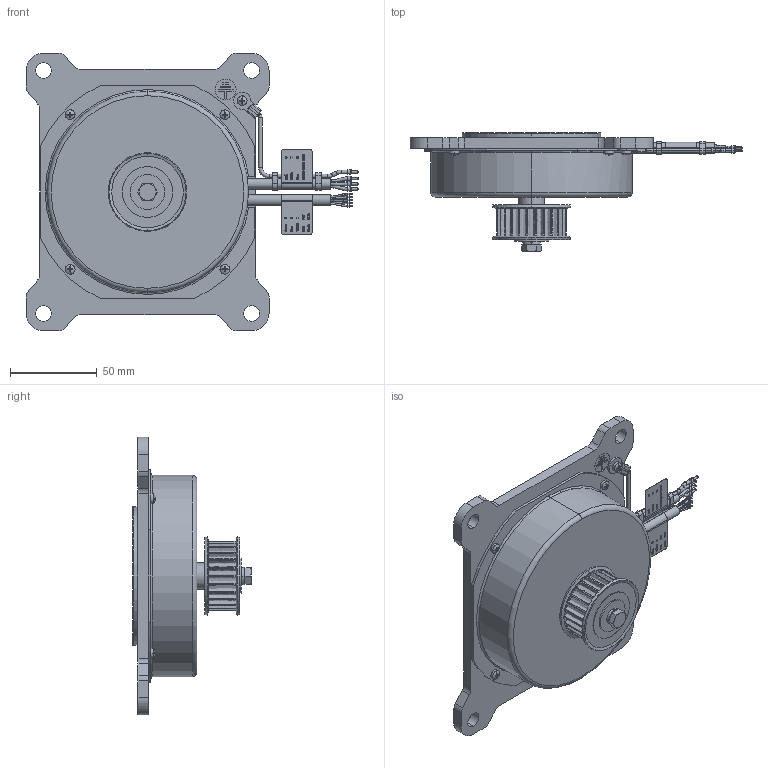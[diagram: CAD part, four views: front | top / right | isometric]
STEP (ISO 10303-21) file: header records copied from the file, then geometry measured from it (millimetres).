
FILE_DESCRIPTION (( 'STEP AP203' ), '1' );
FILE_NAME ('EBF116034S01 R0.STEP', '2024-06-06T02:28:14', ( '' ), ( '' ), 'SwSTEP 2.0', 'SolidWorks 2023', '' );
FILE_SCHEMA (( 'CONFIG_CONTROL_DESIGN' ));
Products named in the file (1): EBF116034S01 R0
Bounding box: 191.25 x 68.25 x 160 mm (x, y, z)
Volume: 421669 mm3; surface area: 113082 mm2
Topology: 18 solids, 18 shells, 1564 faces, 4078 edges, 2688 vertices
Faces by surface type: plane 820, bspline 363, cylinder 288, torus 44, cone 39, sphere 10
Entity records: 74019 total; most frequent: CARTESIAN_POINT 37654, ORIENTED_EDGE 8152, DIRECTION 6361, EDGE_CURVE 4076, VERTEX_POINT 2688, LINE 2351, VECTOR 2351, AXIS2_PLACEMENT_3D 2005
